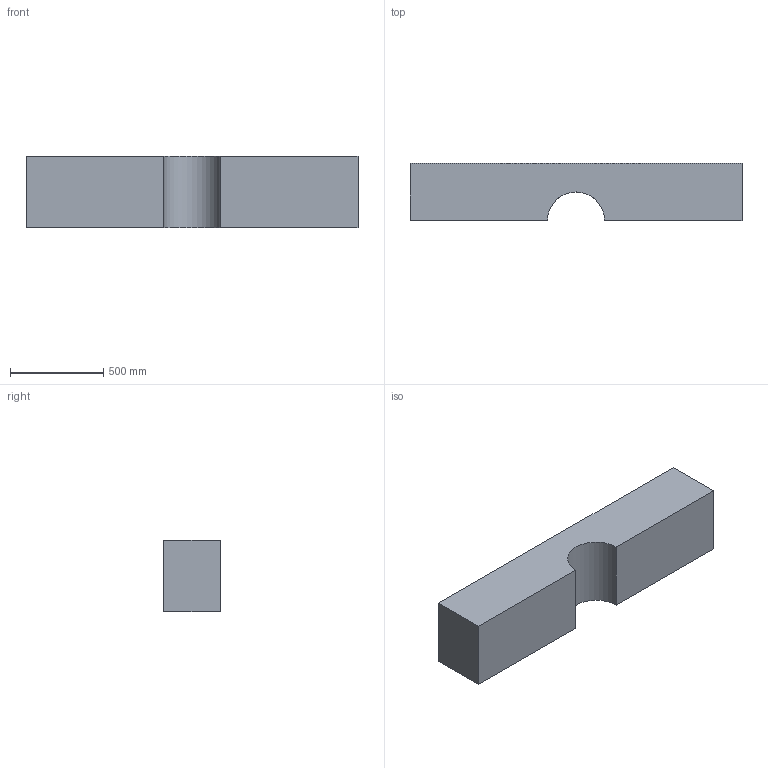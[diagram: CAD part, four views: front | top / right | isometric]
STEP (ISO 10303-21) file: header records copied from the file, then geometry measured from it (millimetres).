
FILE_DESCRIPTION((''),'2;1');
FILE_NAME('FLEXION_0','2025-03-31T15:40:09',('iw87ukax'),(''),'CREO PARAMETRIC BY PTC INC, 2019010','CREO PARAMETRIC BY PTC INC, 2019010','');
FILE_SCHEMA(('CONFIG_CONTROL_DESIGN'));
Length unit declared in the file: inch
Products named in the file (1): FLEXION_0
Bounding box: 1778 x 304.8 x 381 mm (x, y, z)
Volume: 192577006.8 mm3; surface area: 2664282.4 mm2
Topology: 1 solids, 1 shells, 8 faces, 18 edges, 12 vertices
Faces by surface type: plane 7, cylinder 1
Entity records: 264 total; most frequent: CARTESIAN_POINT 38, DIRECTION 36, ORIENTED_EDGE 36, EDGE_CURVE 18, VECTOR 16, LINE 16, VERTEX_POINT 12, AXIS2_PLACEMENT_3D 10
